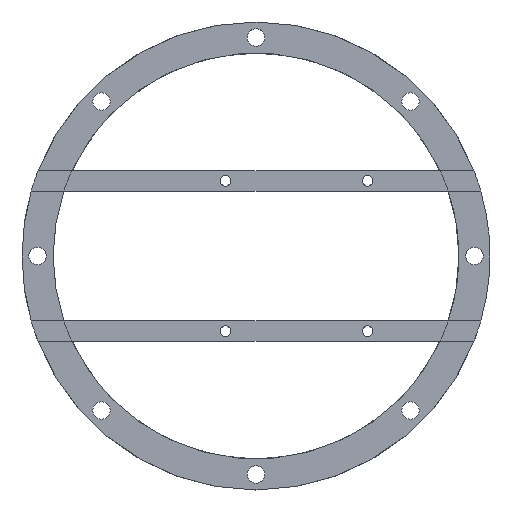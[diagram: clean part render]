
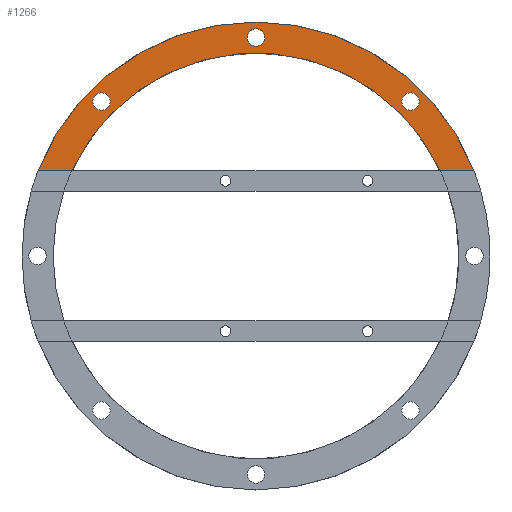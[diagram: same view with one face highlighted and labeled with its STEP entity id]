
A CAD part, top view. The second image highlights one B-rep face of the part: STEP entity #1266.
In plain terms, the highlighted planar face has unit normal (0, 0, 1).
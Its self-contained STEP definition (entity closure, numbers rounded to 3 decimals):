
#31 = CYLINDRICAL_SURFACE('',#32,57.66);
#32 = AXIS2_PLACEMENT_3D('',#33,#34,#35);
#33 = CARTESIAN_POINT('',(0.,0.,0.));
#34 = DIRECTION('',(-0.,-0.,-1.));
#35 = DIRECTION('',(1.,0.,0.));
#159 = VERTEX_POINT('',#160);
#160 = CARTESIAN_POINT('',(53.7,21.,5.));
#180 = EDGE_CURVE('',#159,#181,#183,.T.);
#181 = VERTEX_POINT('',#182);
#182 = CARTESIAN_POINT('',(-53.7,21.,5.));
#183 = SURFACE_CURVE('',#184,(#189,#196),.PCURVE_S1.);
#184 = CIRCLE('',#185,57.66);
#185 = AXIS2_PLACEMENT_3D('',#186,#187,#188);
#186 = CARTESIAN_POINT('',(0.,0.,5.));
#187 = DIRECTION('',(0.,0.,1.));
#188 = DIRECTION('',(1.,0.,0.));
#189 = PCURVE('',#31,#190);
#190 = DEFINITIONAL_REPRESENTATION('',(#191),#195);
#191 = LINE('',#192,#193);
#192 = CARTESIAN_POINT('',(-0.,-5.));
#193 = VECTOR('',#194,1.);
#194 = DIRECTION('',(-1.,0.));
#195 = ( GEOMETRIC_REPRESENTATION_CONTEXT(2) 
PARAMETRIC_REPRESENTATION_CONTEXT() REPRESENTATION_CONTEXT('2D SPACE',''
  ) );
#196 = PCURVE('',#197,#202);
#197 = PLANE('',#198);
#198 = AXIS2_PLACEMENT_3D('',#199,#200,#201);
#199 = CARTESIAN_POINT('',(0.,0.,5.));
#200 = DIRECTION('',(0.,0.,1.));
#201 = DIRECTION('',(1.,0.,0.));
#202 = DEFINITIONAL_REPRESENTATION('',(#203),#207);
#203 = CIRCLE('',#204,57.66);
#204 = AXIS2_PLACEMENT_2D('',#205,#206);
#205 = CARTESIAN_POINT('',(0.,0.));
#206 = DIRECTION('',(1.,0.));
#207 = ( GEOMETRIC_REPRESENTATION_CONTEXT(2) 
PARAMETRIC_REPRESENTATION_CONTEXT() REPRESENTATION_CONTEXT('2D SPACE',''
  ) );
#656 = CYLINDRICAL_SURFACE('',#657,2.15);
#657 = AXIS2_PLACEMENT_3D('',#658,#659,#660);
#658 = CARTESIAN_POINT('',(-38.064,38.064,0.));
#659 = DIRECTION('',(0.,0.,-1.));
#660 = DIRECTION('',(-0.707,0.707,0.));
#687 = CYLINDRICAL_SURFACE('',#688,50.);
#688 = AXIS2_PLACEMENT_3D('',#689,#690,#691);
#689 = CARTESIAN_POINT('',(0.,0.,0.));
#690 = DIRECTION('',(-0.,-0.,-1.));
#691 = DIRECTION('',(1.,0.,0.));
#749 = CYLINDRICAL_SURFACE('',#750,2.15);
#750 = AXIS2_PLACEMENT_3D('',#751,#752,#753);
#751 = CARTESIAN_POINT('',(0.,53.83,0.));
#752 = DIRECTION('',(0.,-0.,-1.));
#753 = DIRECTION('',(0.,1.,0.));
#780 = CYLINDRICAL_SURFACE('',#781,2.15);
#781 = AXIS2_PLACEMENT_3D('',#782,#783,#784);
#782 = CARTESIAN_POINT('',(38.064,38.064,0.));
#783 = DIRECTION('',(0.,-0.,-1.));
#784 = DIRECTION('',(0.707,0.707,0.));
#813 = PLANE('',#814);
#814 = AXIS2_PLACEMENT_3D('',#815,#816,#817);
#815 = CARTESIAN_POINT('',(0.,0.,5.));
#816 = DIRECTION('',(0.,0.,1.));
#817 = DIRECTION('',(1.,0.,0.));
#1155 = PLANE('',#1156);
#1156 = AXIS2_PLACEMENT_3D('',#1157,#1158,#1159);
#1157 = CARTESIAN_POINT('',(0.,0.,5.));
#1158 = DIRECTION('',(0.,0.,1.));
#1159 = DIRECTION('',(1.,0.,0.));
#1266 = ADVANCED_FACE('',(#1267,#1338,#1364,#1390),#197,.T.);
#1267 = FACE_BOUND('',#1268,.T.);
#1268 = EDGE_LOOP('',(#1269,#1292,#1293,#1316));
#1269 = ORIENTED_EDGE('',*,*,#1270,.T.);
#1270 = EDGE_CURVE('',#1271,#159,#1273,.T.);
#1271 = VERTEX_POINT('',#1272);
#1272 = CARTESIAN_POINT('',(45.376,21.,5.));
#1273 = SURFACE_CURVE('',#1274,(#1278,#1285),.PCURVE_S1.);
#1274 = LINE('',#1275,#1276);
#1275 = CARTESIAN_POINT('',(-57.66,21.,5.));
#1276 = VECTOR('',#1277,1.);
#1277 = DIRECTION('',(1.,0.,0.));
#1278 = PCURVE('',#197,#1279);
#1279 = DEFINITIONAL_REPRESENTATION('',(#1280),#1284);
#1280 = LINE('',#1281,#1282);
#1281 = CARTESIAN_POINT('',(-57.66,21.));
#1282 = VECTOR('',#1283,1.);
#1283 = DIRECTION('',(1.,0.));
#1284 = ( GEOMETRIC_REPRESENTATION_CONTEXT(2) 
PARAMETRIC_REPRESENTATION_CONTEXT() REPRESENTATION_CONTEXT('2D SPACE',''
  ) );
#1285 = PCURVE('',#813,#1286);
#1286 = DEFINITIONAL_REPRESENTATION('',(#1287),#1291);
#1287 = LINE('',#1288,#1289);
#1288 = CARTESIAN_POINT('',(-57.66,21.));
#1289 = VECTOR('',#1290,1.);
#1290 = DIRECTION('',(1.,0.));
#1291 = ( GEOMETRIC_REPRESENTATION_CONTEXT(2) 
PARAMETRIC_REPRESENTATION_CONTEXT() REPRESENTATION_CONTEXT('2D SPACE',''
  ) );
#1292 = ORIENTED_EDGE('',*,*,#180,.T.);
#1293 = ORIENTED_EDGE('',*,*,#1294,.T.);
#1294 = EDGE_CURVE('',#181,#1295,#1297,.T.);
#1295 = VERTEX_POINT('',#1296);
#1296 = CARTESIAN_POINT('',(-45.376,21.,5.));
#1297 = SURFACE_CURVE('',#1298,(#1302,#1309),.PCURVE_S1.);
#1298 = LINE('',#1299,#1300);
#1299 = CARTESIAN_POINT('',(-57.66,21.,5.));
#1300 = VECTOR('',#1301,1.);
#1301 = DIRECTION('',(1.,0.,0.));
#1302 = PCURVE('',#197,#1303);
#1303 = DEFINITIONAL_REPRESENTATION('',(#1304),#1308);
#1304 = LINE('',#1305,#1306);
#1305 = CARTESIAN_POINT('',(-57.66,21.));
#1306 = VECTOR('',#1307,1.);
#1307 = DIRECTION('',(1.,0.));
#1308 = ( GEOMETRIC_REPRESENTATION_CONTEXT(2) 
PARAMETRIC_REPRESENTATION_CONTEXT() REPRESENTATION_CONTEXT('2D SPACE',''
  ) );
#1309 = PCURVE('',#1155,#1310);
#1310 = DEFINITIONAL_REPRESENTATION('',(#1311),#1315);
#1311 = LINE('',#1312,#1313);
#1312 = CARTESIAN_POINT('',(-57.66,21.));
#1313 = VECTOR('',#1314,1.);
#1314 = DIRECTION('',(1.,0.));
#1315 = ( GEOMETRIC_REPRESENTATION_CONTEXT(2) 
PARAMETRIC_REPRESENTATION_CONTEXT() REPRESENTATION_CONTEXT('2D SPACE',''
  ) );
#1316 = ORIENTED_EDGE('',*,*,#1317,.F.);
#1317 = EDGE_CURVE('',#1271,#1295,#1318,.T.);
#1318 = SURFACE_CURVE('',#1319,(#1324,#1331),.PCURVE_S1.);
#1319 = CIRCLE('',#1320,50.);
#1320 = AXIS2_PLACEMENT_3D('',#1321,#1322,#1323);
#1321 = CARTESIAN_POINT('',(0.,0.,5.));
#1322 = DIRECTION('',(0.,0.,1.));
#1323 = DIRECTION('',(1.,0.,0.));
#1324 = PCURVE('',#197,#1325);
#1325 = DEFINITIONAL_REPRESENTATION('',(#1326),#1330);
#1326 = CIRCLE('',#1327,50.);
#1327 = AXIS2_PLACEMENT_2D('',#1328,#1329);
#1328 = CARTESIAN_POINT('',(0.,0.));
#1329 = DIRECTION('',(1.,0.));
#1330 = ( GEOMETRIC_REPRESENTATION_CONTEXT(2) 
PARAMETRIC_REPRESENTATION_CONTEXT() REPRESENTATION_CONTEXT('2D SPACE',''
  ) );
#1331 = PCURVE('',#687,#1332);
#1332 = DEFINITIONAL_REPRESENTATION('',(#1333),#1337);
#1333 = LINE('',#1334,#1335);
#1334 = CARTESIAN_POINT('',(-0.,-5.));
#1335 = VECTOR('',#1336,1.);
#1336 = DIRECTION('',(-1.,0.));
#1337 = ( GEOMETRIC_REPRESENTATION_CONTEXT(2) 
PARAMETRIC_REPRESENTATION_CONTEXT() REPRESENTATION_CONTEXT('2D SPACE',''
  ) );
#1338 = FACE_BOUND('',#1339,.T.);
#1339 = EDGE_LOOP('',(#1340));
#1340 = ORIENTED_EDGE('',*,*,#1341,.F.);
#1341 = EDGE_CURVE('',#1342,#1342,#1344,.T.);
#1342 = VERTEX_POINT('',#1343);
#1343 = CARTESIAN_POINT('',(-39.584,39.584,5.));
#1344 = SURFACE_CURVE('',#1345,(#1350,#1357),.PCURVE_S1.);
#1345 = CIRCLE('',#1346,2.15);
#1346 = AXIS2_PLACEMENT_3D('',#1347,#1348,#1349);
#1347 = CARTESIAN_POINT('',(-38.064,38.064,5.));
#1348 = DIRECTION('',(0.,0.,1.));
#1349 = DIRECTION('',(-0.707,0.707,0.));
#1350 = PCURVE('',#197,#1351);
#1351 = DEFINITIONAL_REPRESENTATION('',(#1352),#1356);
#1352 = CIRCLE('',#1353,2.15);
#1353 = AXIS2_PLACEMENT_2D('',#1354,#1355);
#1354 = CARTESIAN_POINT('',(-38.064,38.064));
#1355 = DIRECTION('',(-0.707,0.707));
#1356 = ( GEOMETRIC_REPRESENTATION_CONTEXT(2) 
PARAMETRIC_REPRESENTATION_CONTEXT() REPRESENTATION_CONTEXT('2D SPACE',''
  ) );
#1357 = PCURVE('',#656,#1358);
#1358 = DEFINITIONAL_REPRESENTATION('',(#1359),#1363);
#1359 = LINE('',#1360,#1361);
#1360 = CARTESIAN_POINT('',(-0.,-5.));
#1361 = VECTOR('',#1362,1.);
#1362 = DIRECTION('',(-1.,0.));
#1363 = ( GEOMETRIC_REPRESENTATION_CONTEXT(2) 
PARAMETRIC_REPRESENTATION_CONTEXT() REPRESENTATION_CONTEXT('2D SPACE',''
  ) );
#1364 = FACE_BOUND('',#1365,.T.);
#1365 = EDGE_LOOP('',(#1366));
#1366 = ORIENTED_EDGE('',*,*,#1367,.F.);
#1367 = EDGE_CURVE('',#1368,#1368,#1370,.T.);
#1368 = VERTEX_POINT('',#1369);
#1369 = CARTESIAN_POINT('',(0.,55.98,5.));
#1370 = SURFACE_CURVE('',#1371,(#1376,#1383),.PCURVE_S1.);
#1371 = CIRCLE('',#1372,2.15);
#1372 = AXIS2_PLACEMENT_3D('',#1373,#1374,#1375);
#1373 = CARTESIAN_POINT('',(0.,53.83,5.));
#1374 = DIRECTION('',(0.,-0.,1.));
#1375 = DIRECTION('',(0.,1.,0.));
#1376 = PCURVE('',#197,#1377);
#1377 = DEFINITIONAL_REPRESENTATION('',(#1378),#1382);
#1378 = CIRCLE('',#1379,2.15);
#1379 = AXIS2_PLACEMENT_2D('',#1380,#1381);
#1380 = CARTESIAN_POINT('',(0.,53.83));
#1381 = DIRECTION('',(0.,1.));
#1382 = ( GEOMETRIC_REPRESENTATION_CONTEXT(2) 
PARAMETRIC_REPRESENTATION_CONTEXT() REPRESENTATION_CONTEXT('2D SPACE',''
  ) );
#1383 = PCURVE('',#749,#1384);
#1384 = DEFINITIONAL_REPRESENTATION('',(#1385),#1389);
#1385 = LINE('',#1386,#1387);
#1386 = CARTESIAN_POINT('',(-0.,-5.));
#1387 = VECTOR('',#1388,1.);
#1388 = DIRECTION('',(-1.,0.));
#1389 = ( GEOMETRIC_REPRESENTATION_CONTEXT(2) 
PARAMETRIC_REPRESENTATION_CONTEXT() REPRESENTATION_CONTEXT('2D SPACE',''
  ) );
#1390 = FACE_BOUND('',#1391,.T.);
#1391 = EDGE_LOOP('',(#1392));
#1392 = ORIENTED_EDGE('',*,*,#1393,.F.);
#1393 = EDGE_CURVE('',#1394,#1394,#1396,.T.);
#1394 = VERTEX_POINT('',#1395);
#1395 = CARTESIAN_POINT('',(39.584,39.584,5.));
#1396 = SURFACE_CURVE('',#1397,(#1402,#1409),.PCURVE_S1.);
#1397 = CIRCLE('',#1398,2.15);
#1398 = AXIS2_PLACEMENT_3D('',#1399,#1400,#1401);
#1399 = CARTESIAN_POINT('',(38.064,38.064,5.));
#1400 = DIRECTION('',(0.,-0.,1.));
#1401 = DIRECTION('',(0.707,0.707,0.));
#1402 = PCURVE('',#197,#1403);
#1403 = DEFINITIONAL_REPRESENTATION('',(#1404),#1408);
#1404 = CIRCLE('',#1405,2.15);
#1405 = AXIS2_PLACEMENT_2D('',#1406,#1407);
#1406 = CARTESIAN_POINT('',(38.064,38.064));
#1407 = DIRECTION('',(0.707,0.707));
#1408 = ( GEOMETRIC_REPRESENTATION_CONTEXT(2) 
PARAMETRIC_REPRESENTATION_CONTEXT() REPRESENTATION_CONTEXT('2D SPACE',''
  ) );
#1409 = PCURVE('',#780,#1410);
#1410 = DEFINITIONAL_REPRESENTATION('',(#1411),#1415);
#1411 = LINE('',#1412,#1413);
#1412 = CARTESIAN_POINT('',(-0.,-5.));
#1413 = VECTOR('',#1414,1.);
#1414 = DIRECTION('',(-1.,0.));
#1415 = ( GEOMETRIC_REPRESENTATION_CONTEXT(2) 
PARAMETRIC_REPRESENTATION_CONTEXT() REPRESENTATION_CONTEXT('2D SPACE',''
  ) );
